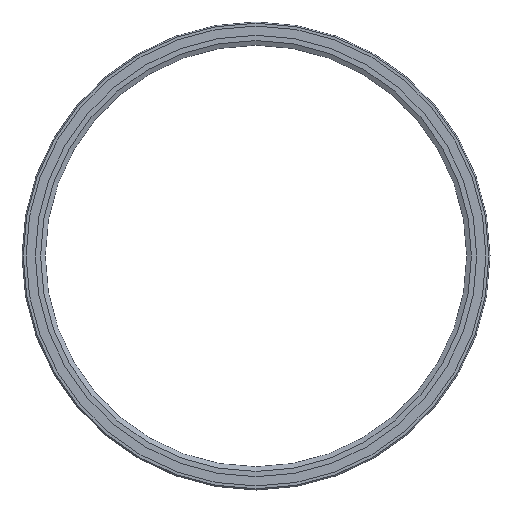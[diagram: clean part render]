
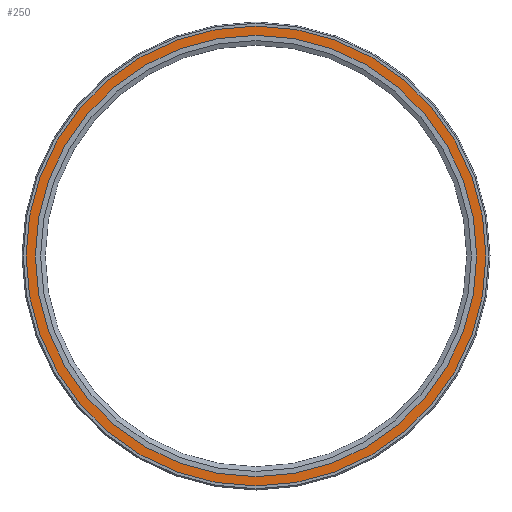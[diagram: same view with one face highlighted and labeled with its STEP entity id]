
A CAD part, front view. The second image highlights one B-rep face of the part: STEP entity #250.
In plain terms, the highlighted planar face has unit normal (0, -1, 0).
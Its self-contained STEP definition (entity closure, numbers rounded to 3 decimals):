
#6 = EDGE_LOOP ( 'NONE', ( #185 ) ) ;
#26 = DIRECTION ( 'NONE',  ( 0., 1., 0. ) ) ;
#36 = CARTESIAN_POINT ( 'NONE',  ( 0., -10., 0. ) ) ;
#44 = CARTESIAN_POINT ( 'NONE',  ( 0., -10., -136.75 ) ) ;
#64 = AXIS2_PLACEMENT_3D ( 'NONE', #336, #91, #265 ) ;
#78 = AXIS2_PLACEMENT_3D ( 'NONE', #317, #26, #84 ) ;
#84 = DIRECTION ( 'NONE',  ( 0., 0., 1. ) ) ;
#91 = DIRECTION ( 'NONE',  ( 0., -1., 0. ) ) ;
#115 = CIRCLE ( 'NONE', #229, 136.75 ) ;
#131 = DIRECTION ( 'NONE',  ( 0., 0., -1. ) ) ;
#159 = DIRECTION ( 'NONE',  ( 0., -1., 0. ) ) ;
#175 = EDGE_CURVE ( 'NONE', #433, #433, #288, .T. ) ;
#185 = ORIENTED_EDGE ( 'NONE', *, *, #331, .F. ) ;
#192 = PLANE ( 'NONE',  #64 ) ;
#194 = EDGE_LOOP ( 'NONE', ( #386 ) ) ;
#218 = FACE_OUTER_BOUND ( 'NONE', #194, .T. ) ;
#229 = AXIS2_PLACEMENT_3D ( 'NONE', #36, #159, #131 ) ;
#250 = ADVANCED_FACE ( 'NONE', ( #407, #218 ), #192, .T. ) ;
#265 = DIRECTION ( 'NONE',  ( 0., 0., -1. ) ) ;
#288 = CIRCLE ( 'NONE', #78, 142.5 ) ;
#317 = CARTESIAN_POINT ( 'NONE',  ( 0., -10., 0. ) ) ;
#331 = EDGE_CURVE ( 'NONE', #412, #412, #115, .T. ) ;
#336 = CARTESIAN_POINT ( 'NONE',  ( 142.5, -10., 0. ) ) ;
#383 = CARTESIAN_POINT ( 'NONE',  ( 0., -10., 142.5 ) ) ;
#386 = ORIENTED_EDGE ( 'NONE', *, *, #175, .F. ) ;
#407 = FACE_BOUND ( 'NONE', #6, .T. ) ;
#412 = VERTEX_POINT ( 'NONE', #44 ) ;
#433 = VERTEX_POINT ( 'NONE', #383 ) ;
